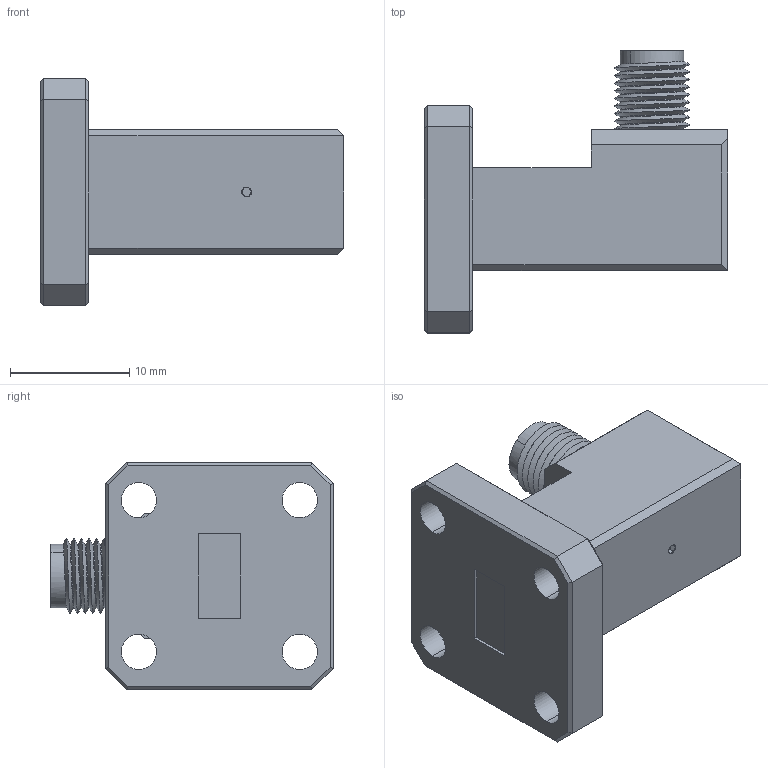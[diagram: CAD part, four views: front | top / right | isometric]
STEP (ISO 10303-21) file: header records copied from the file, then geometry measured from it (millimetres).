
FILE_DESCRIPTION (( 'STEP AP203' ), '1' );
FILE_NAME ('SWC-2434431505-282F-R1.STEP', '2020-12-30T19:26:04', ( 'Windows User' ), ( '' ), 'SwSTEP 2.0', 'SolidWorks 2020', '' );
FILE_SCHEMA (( 'CONFIG_CONTROL_DESIGN' ));
Length unit declared in the file: inch
Products named in the file (1): SWC-2434431505-282F-R1
Bounding box: 25.4 x 23.62 x 19.05 mm (x, y, z)
Volume: 3725.6 mm3; surface area: 2239.5 mm2
Topology: 1 solids, 1 shells, 113 faces, 267 edges, 164 vertices
Faces by surface type: plane 63, cylinder 32, cone 16, bspline 2
Entity records: 4288 total; most frequent: CARTESIAN_POINT 1715, ORIENTED_EDGE 534, DIRECTION 487, EDGE_CURVE 267, VECTOR 165, LINE 165, VERTEX_POINT 164, AXIS2_PLACEMENT_3D 161
